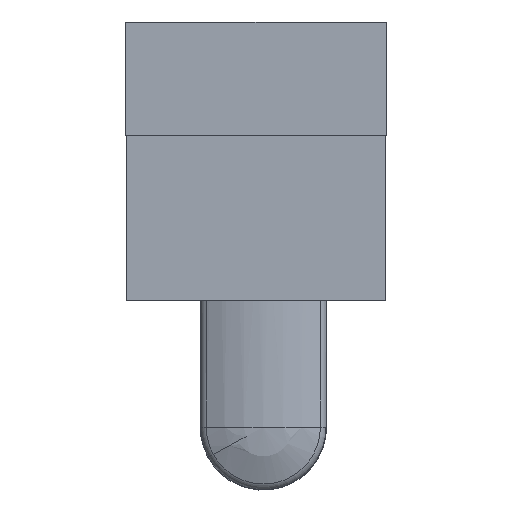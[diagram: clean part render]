
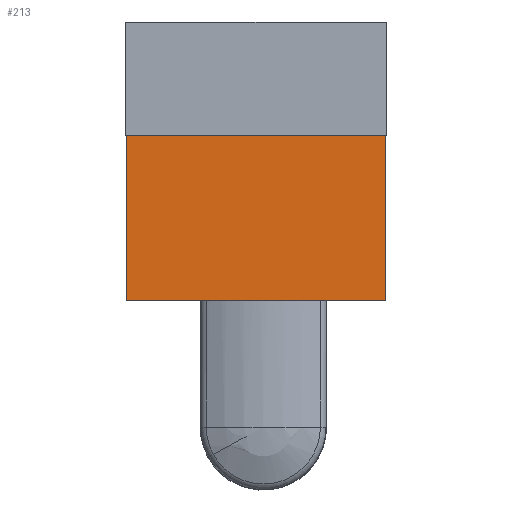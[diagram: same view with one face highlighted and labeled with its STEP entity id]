
A CAD part, front view. The second image highlights one B-rep face of the part: STEP entity #213.
In plain terms, the highlighted planar face has unit normal (0, -1, 0).
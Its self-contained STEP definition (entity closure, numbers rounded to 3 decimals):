
#186=AXIS2_PLACEMENT_3D('Plane Axis2P3D',#183,#184,#185) ;
#150=CARTESIAN_POINT('Line Origine',(0.,78.,16.)) ;
#154=CARTESIAN_POINT('Vertex',(-35.317,78.,16.)) ;
#156=CARTESIAN_POINT('Vertex',(35.317,78.,16.)) ;
#183=CARTESIAN_POINT('Axis2P3D Location',(0.,78.,16.)) ;
#188=CARTESIAN_POINT('Line Origine',(0.,78.,-29.018)) ;
#192=CARTESIAN_POINT('Vertex',(-35.317,78.,-29.018)) ;
#194=CARTESIAN_POINT('Vertex',(35.317,78.,-29.018)) ;
#197=CARTESIAN_POINT('Line Origine',(35.317,78.,-6.509)) ;
#202=CARTESIAN_POINT('Line Origine',(-35.317,78.,-6.509)) ;
#151=DIRECTION('Vector Direction',(1.,0.,0.)) ;
#184=DIRECTION('Axis2P3D Direction',(0.,-1.,0.)) ;
#185=DIRECTION('Axis2P3D XDirection',(0.,0.,-1.)) ;
#189=DIRECTION('Vector Direction',(1.,0.,0.)) ;
#198=DIRECTION('Vector Direction',(0.,0.,-1.)) ;
#203=DIRECTION('Vector Direction',(0.,0.,-1.)) ;
#152=VECTOR('Line Direction',#151,1.) ;
#190=VECTOR('Line Direction',#189,1.) ;
#199=VECTOR('Line Direction',#198,1.) ;
#204=VECTOR('Line Direction',#203,1.) ;
#208=ORIENTED_EDGE('',*,*,#196,.T.) ;
#209=ORIENTED_EDGE('',*,*,#201,.F.) ;
#210=ORIENTED_EDGE('',*,*,#158,.F.) ;
#211=ORIENTED_EDGE('',*,*,#206,.F.) ;
#213=ADVANCED_FACE('Maniglia rotante rinviata lunghezza massima',(#212),#187,.T.) ;
#158=EDGE_CURVE('',#155,#157,#153,.T.) ;
#196=EDGE_CURVE('',#193,#195,#191,.T.) ;
#201=EDGE_CURVE('',#157,#195,#200,.T.) ;
#206=EDGE_CURVE('',#193,#155,#205,.F.) ;
#207=EDGE_LOOP('',(#208,#209,#210,#211)) ;
#212=FACE_OUTER_BOUND('',#207,.T.) ;
#153=LINE('Line',#150,#152) ;
#191=LINE('Line',#188,#190) ;
#200=LINE('Line',#197,#199) ;
#205=LINE('Line',#202,#204) ;
#187=PLANE('',#186) ;
#155=VERTEX_POINT('',#154) ;
#157=VERTEX_POINT('',#156) ;
#193=VERTEX_POINT('',#192) ;
#195=VERTEX_POINT('',#194) ;
